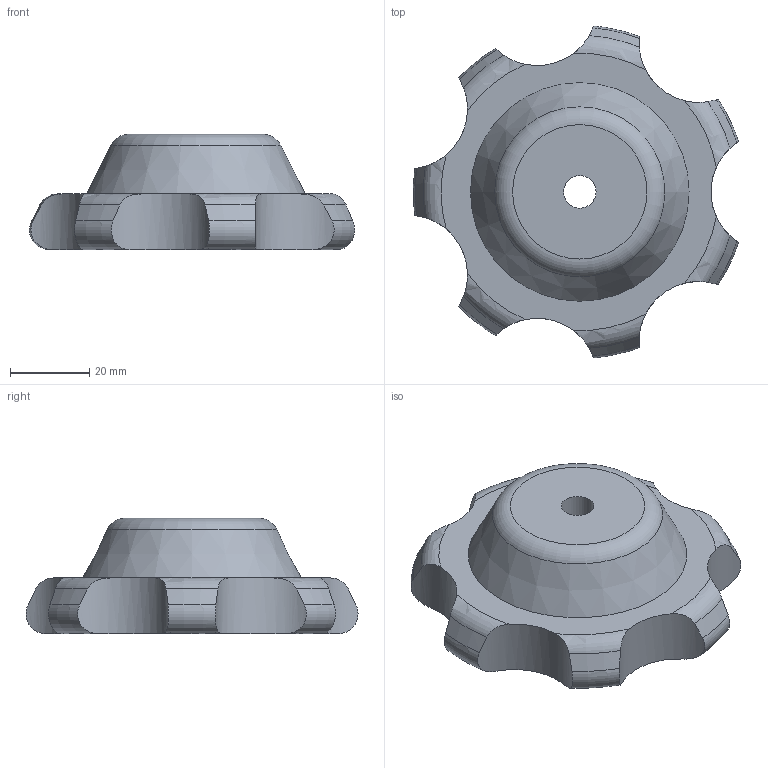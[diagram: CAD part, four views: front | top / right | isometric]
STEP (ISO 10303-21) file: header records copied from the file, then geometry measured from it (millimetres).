
FILE_DESCRIPTION(('FreeCAD Model'),'2;1');
FILE_NAME('Open CASCADE Shape Model','2023-01-18T12:58:32',('Author'),( ''),'Open CASCADE STEP processor 7.5','FreeCAD','Unknown');
FILE_SCHEMA(('AUTOMOTIVE_DESIGN { 1 0 10303 214 1 1 1 1 }'));
Length unit declared in the file: millimetre
Products named in the file (1): Fusion052
Bounding box: 81.81 x 83.53 x 29 mm (x, y, z)
Volume: 84937.6 mm3; surface area: 14097.3 mm2
Topology: 1 solids, 1 shells, 34 faces, 92 edges, 61 vertices
Faces by surface type: torus 15, cylinder 8, cone 8, plane 3
Full cylindrical faces by diameter (mm): 8.2 x1
Entity records: 5774 total; most frequent: CARTESIAN_POINT 3861, DIRECTION 265, ORIENTED_EDGE 184, PCURVE 184, DEFINITIONAL_REPRESENTATION 184, B_SPLINE_CURVE_WITH_KNOTS 129, EDGE_CURVE 92, SURFACE_CURVE 89
